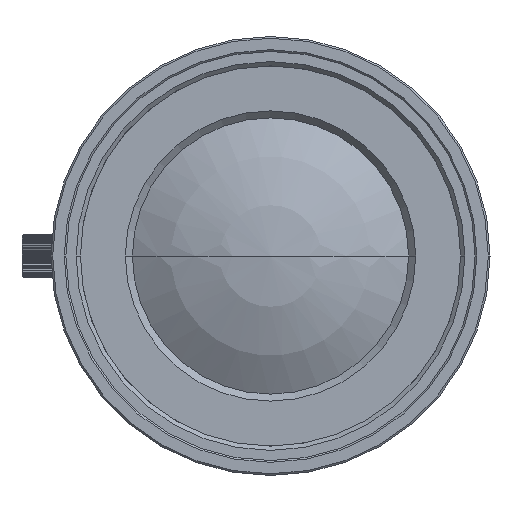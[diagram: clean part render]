
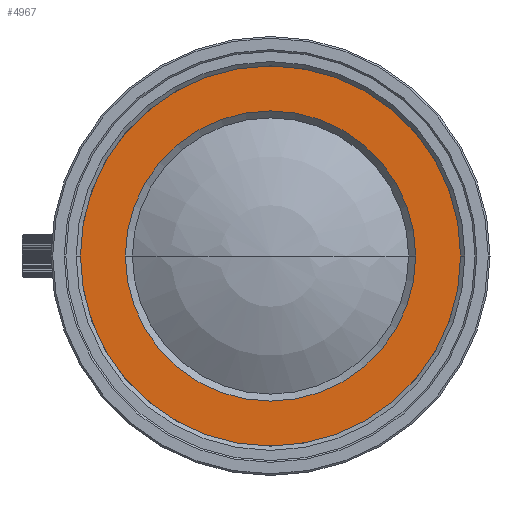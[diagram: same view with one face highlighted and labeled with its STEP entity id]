
A CAD part, left-side view. The second image highlights one B-rep face of the part: STEP entity #4967.
In plain terms, the highlighted face is planar.
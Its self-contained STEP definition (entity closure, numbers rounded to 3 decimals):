
#3960=CARTESIAN_POINT('',(40.54,-22.3,0.));
#3961=CARTESIAN_POINT('',(40.54,-22.299,
-1.069));
#3962=CARTESIAN_POINT('',(40.54,-22.148,
-3.184));
#3963=CARTESIAN_POINT('',(40.54,-21.468,
-6.311));
#3964=CARTESIAN_POINT('',(40.54,-20.35,
-9.303));
#3965=CARTESIAN_POINT('',(40.54,-18.827,
-12.093));
#3966=CARTESIAN_POINT('',(40.54,-16.911,
-14.654));
#3967=CARTESIAN_POINT('',(40.54,-14.651,
-16.912));
#3968=CARTESIAN_POINT('',(40.54,-12.096,
-18.825));
#3969=CARTESIAN_POINT('',(40.54,-9.298,
-20.353));
#3970=CARTESIAN_POINT('',(40.54,-6.307,
-21.469));
#3971=CARTESIAN_POINT('',(40.54,-3.186,
-22.148));
#3972=CARTESIAN_POINT('',(40.54,-0.001,
-22.376));
#3973=CARTESIAN_POINT('',(40.54,3.182,-22.148));
#3974=CARTESIAN_POINT('',(40.54,6.3,-21.471));
#3975=CARTESIAN_POINT('',(40.54,9.288,-20.357));
#3976=CARTESIAN_POINT('',(40.54,12.085,-18.832));
#3977=CARTESIAN_POINT('',(40.54,14.639,-16.923));
#3978=CARTESIAN_POINT('',(40.54,16.896,-14.67));
#3979=CARTESIAN_POINT('',(40.54,18.813,-12.114));
#3980=CARTESIAN_POINT('',(40.54,20.341,-9.323));
#3981=CARTESIAN_POINT('',(40.54,21.464,-6.325));
#3982=CARTESIAN_POINT('',(40.54,22.148,-3.19));
#3983=CARTESIAN_POINT('',(40.54,22.299,-1.072));
#3984=CARTESIAN_POINT('',(40.54,22.3,0.));
#3989=CARTESIAN_POINT('',(40.54,-22.3,0.));
#3990=CARTESIAN_POINT('',(40.54,-22.299,1.069));
#3991=CARTESIAN_POINT('',(40.54,-22.148,3.184));
#3992=CARTESIAN_POINT('',(40.54,-21.468,6.311));
#3993=CARTESIAN_POINT('',(40.54,-20.35,9.303));
#3994=CARTESIAN_POINT('',(40.54,-18.827,12.093));
#3995=CARTESIAN_POINT('',(40.54,-16.911,14.654));
#3996=CARTESIAN_POINT('',(40.54,-14.651,16.912));
#3997=CARTESIAN_POINT('',(40.54,-12.096,18.825));
#3998=CARTESIAN_POINT('',(40.54,-9.298,20.353));
#3999=CARTESIAN_POINT('',(40.54,-6.307,21.469));
#4000=CARTESIAN_POINT('',(40.54,-3.186,22.148));
#4001=CARTESIAN_POINT('',(40.54,-0.001,
22.376));
#4002=CARTESIAN_POINT('',(40.54,3.182,22.148));
#4003=CARTESIAN_POINT('',(40.54,6.3,21.471));
#4004=CARTESIAN_POINT('',(40.54,9.288,20.357));
#4005=CARTESIAN_POINT('',(40.54,12.085,18.832));
#4006=CARTESIAN_POINT('',(40.54,14.639,16.923));
#4007=CARTESIAN_POINT('',(40.54,16.896,14.67));
#4008=CARTESIAN_POINT('',(40.54,18.813,12.114));
#4009=CARTESIAN_POINT('',(40.54,20.341,9.323));
#4010=CARTESIAN_POINT('',(40.54,21.464,6.325));
#4011=CARTESIAN_POINT('',(40.54,22.148,3.19));
#4012=CARTESIAN_POINT('',(40.54,22.299,1.072));
#4013=CARTESIAN_POINT('',(40.54,22.3,0.));
#4018=CARTESIAN_POINT('',(40.54,0.,0.));
#4019=DIRECTION('',(1.,0.,0.));
#4020=DIRECTION('',(0.,1.,0.));
#4021=AXIS2_PLACEMENT_3D('',#4018,#4019,#4020);
#4026=CARTESIAN_POINT('',(40.54,0.,0.));
#4027=DIRECTION('',(1.,0.,0.));
#4028=DIRECTION('',(0.,-1.,0.));
#4029=AXIS2_PLACEMENT_3D('',#4026,#4027,#4028);
#4280=VERTEX_POINT('',#3989);
#4281=VERTEX_POINT('',#4013);
#4282=CARTESIAN_POINT('',(40.54,17.025,0.));
#4283=CARTESIAN_POINT('',(40.54,-17.025,0.));
#4284=VERTEX_POINT('',#4282);
#4285=VERTEX_POINT('',#4283);
#4952=CARTESIAN_POINT('',(40.54,0.,0.));
#4953=DIRECTION('',(-1.,0.,0.));
#4954=DIRECTION('',(0.,1.,0.));
#4955=AXIS2_PLACEMENT_3D('',#4952,#4953,#4954);
#4956=PLANE('',#4955);
#4957=ORIENTED_EDGE('',*,*,#4947,.F.);
#4958=ORIENTED_EDGE('',*,*,#4945,.T.);
#4959=EDGE_LOOP('',(#4957,#4958));
#4960=FACE_OUTER_BOUND('',#4959,.F.);
#4962=ORIENTED_EDGE('',*,*,#4961,.T.);
#4964=ORIENTED_EDGE('',*,*,#4963,.T.);
#4965=EDGE_LOOP('',(#4962,#4964));
#4966=FACE_BOUND('',#4965,.F.);
#4967=ADVANCED_FACE('',(#4960,#4966),#4956,.F.);
#3985=B_SPLINE_CURVE_WITH_KNOTS('',3,(#3960,#3961,#3962,#3963,#3964,#3965,#3966,
#3967,#3968,#3969,#3970,#3971,#3972,#3973,#3974,#3975,#3976,#3977,#3978,#3979,
#3980,#3981,#3982,#3983,#3984),.UNSPECIFIED.,.F.,.F.,(4,1,1,1,1,1,1,1,1,1,1,1,1,
1,1,1,1,1,1,1,1,1,4),(0.,0.045,0.091,
0.136,0.182,0.227,0.273,
0.318,0.364,0.409,0.455,0.5,
0.545,0.591,0.636,0.682,
0.727,0.773,0.818,0.864,
0.909,0.955,1.),.UNSPECIFIED.);
#4014=B_SPLINE_CURVE_WITH_KNOTS('',3,(#3989,#3990,#3991,#3992,#3993,#3994,#3995,
#3996,#3997,#3998,#3999,#4000,#4001,#4002,#4003,#4004,#4005,#4006,#4007,#4008,
#4009,#4010,#4011,#4012,#4013),.UNSPECIFIED.,.F.,.F.,(4,1,1,1,1,1,1,1,1,1,1,1,1,
1,1,1,1,1,1,1,1,1,4),(0.,0.045,0.091,
0.136,0.182,0.227,0.273,
0.318,0.364,0.409,0.455,0.5,
0.545,0.591,0.636,0.682,
0.727,0.773,0.818,0.864,
0.909,0.955,1.),.UNSPECIFIED.);
#4022=CIRCLE('',#4021,17.025);
#4030=CIRCLE('',#4029,17.025);
#4945=EDGE_CURVE('',#4280,#4281,#4014,.T.);
#4947=EDGE_CURVE('',#4280,#4281,#3985,.T.);
#4961=EDGE_CURVE('',#4284,#4285,#4022,.T.);
#4963=EDGE_CURVE('',#4285,#4284,#4030,.T.);
